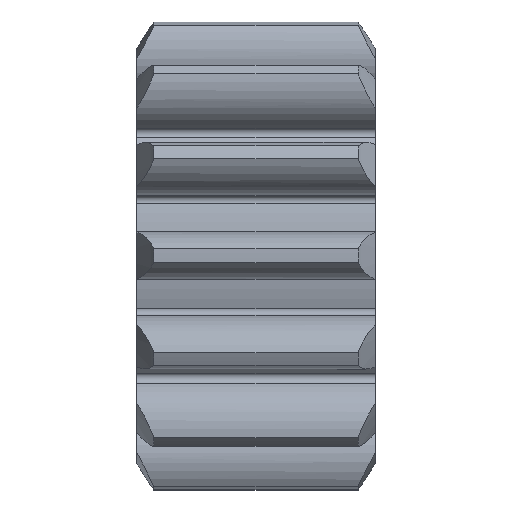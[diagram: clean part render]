
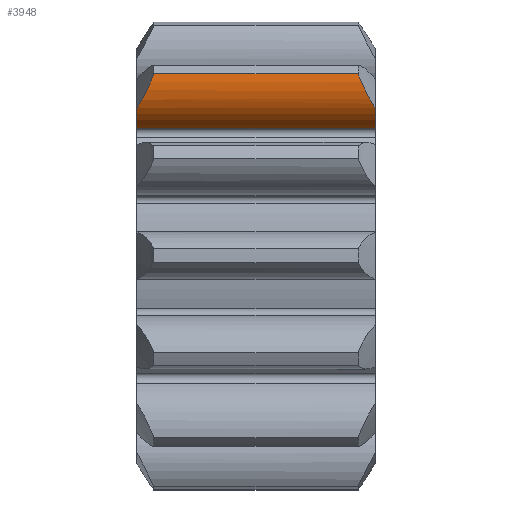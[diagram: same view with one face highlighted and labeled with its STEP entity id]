
A CAD part, top view. The second image highlights one B-rep face of the part: STEP entity #3948.
In plain terms, the highlighted cylindrical face has radius 2.226 mm (diameter 4.452 mm), a partial arc.
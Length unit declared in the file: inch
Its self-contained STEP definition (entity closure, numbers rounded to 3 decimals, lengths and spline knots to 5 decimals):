
#906=CARTESIAN_POINT('',(0.2,0.24755,0.24743));
#907=VERTEX_POINT('',#906);
#915=CARTESIAN_POINT('',(0.2,0.21372,0.2113));
#916=VERTEX_POINT('',#915);
#917=CARTESIAN_POINT('',(0.2,0.29201,0.17191));
#918=DIRECTION('',(1.,0.0,0.0));
#919=DIRECTION('',(0.0,-0.151,-0.989));
#920=AXIS2_PLACEMENT_3D('',#917,#918,#919);
#921=CIRCLE('',#920,0.08763);
#922=EDGE_CURVE('',#907,#916,#921,.T.);
#2207=CARTESIAN_POINT('',(-0.2,0.21372,0.2113));
#2208=VERTEX_POINT('',#2207);
#2216=CARTESIAN_POINT('',(-0.2,0.24755,0.24743));
#2217=VERTEX_POINT('',#2216);
#2218=CARTESIAN_POINT('',(-0.2,0.29201,0.17191));
#2219=DIRECTION('',(-1.,0.0,0.0));
#2220=DIRECTION('',(0.0,-0.151,-0.989));
#2221=AXIS2_PLACEMENT_3D('',#2218,#2219,#2220);
#2222=CIRCLE('',#2221,0.08763);
#2223=EDGE_CURVE('',#2208,#2217,#2222,.T.);
#3897=CARTESIAN_POINT('',(0.2,0.21372,0.2113));
#3898=DIRECTION('',(-1.0,0.0,0.0));
#3899=VECTOR('',#3898,0.4);
#3900=LINE('',#3897,#3899);
#3901=EDGE_CURVE('',#916,#2208,#3900,.T.);
#3906=CARTESIAN_POINT('',(0.2,0.29201,0.17191));
#3907=DIRECTION('',(-1.0,0.0,0.0));
#3908=DIRECTION('',(0.0,-0.151,-0.989));
#3909=AXIS2_PLACEMENT_3D('',#3906,#3907,#3908);
#3910=CYLINDRICAL_SURFACE('',#3909,0.08763);
#3911=ORIENTED_EDGE('',*,*,#2223,.F.);
#3912=ORIENTED_EDGE('',*,*,#3901,.F.);
#3913=ORIENTED_EDGE('',*,*,#922,.F.);
#3914=CARTESIAN_POINT('',(0.17113,0.30521,0.25854));
#3915=VERTEX_POINT('',#3914);
#3916=CARTESIAN_POINT('',(0.17113,0.30521,0.25854));
#3917=CARTESIAN_POINT('',(0.17145,0.30438,0.25867));
#3918=CARTESIAN_POINT('',(0.17178,0.30354,0.25878));
#3919=CARTESIAN_POINT('',(0.17736,0.28933,0.26054));
#3920=CARTESIAN_POINT('',(0.1839,0.27525,0.25899));
#3921=CARTESIAN_POINT('',(0.19394,0.25726,0.25255));
#3922=CARTESIAN_POINT('',(0.19695,0.25224,0.25019));
#3923=CARTESIAN_POINT('',(0.2,0.24755,0.24743));
#3924=B_SPLINE_CURVE_WITH_KNOTS('',3,(#3916,#3917,#3918,#3919,#3920,#3921,#3922,#3923),.UNSPECIFIED.,.F.,.U.,(4,2,2,4),(1.22247,1.22931,1.33962,1.38487),.UNSPECIFIED.);
#3925=EDGE_CURVE('',#3915,#907,#3924,.T.);
#3926=ORIENTED_EDGE('',*,*,#3925,.F.);
#3927=CARTESIAN_POINT('',(-0.17113,0.30521,0.25854));
#3928=VERTEX_POINT('',#3927);
#3929=CARTESIAN_POINT('',(-0.17113,0.30521,0.25854));
#3930=DIRECTION('',(1.0,0.0,0.0));
#3931=VECTOR('',#3930,0.34226);
#3932=LINE('',#3929,#3931);
#3933=EDGE_CURVE('',#3928,#3915,#3932,.T.);
#3934=ORIENTED_EDGE('',*,*,#3933,.F.);
#3935=CARTESIAN_POINT('',(-0.2,0.24755,0.24743));
#3936=CARTESIAN_POINT('',(-0.19695,0.25224,0.25019));
#3937=CARTESIAN_POINT('',(-0.19394,0.25726,0.25255));
#3938=CARTESIAN_POINT('',(-0.1839,0.27525,0.25899));
#3939=CARTESIAN_POINT('',(-0.17736,0.28933,0.26054));
#3940=CARTESIAN_POINT('',(-0.17178,0.30354,0.25878));
#3941=CARTESIAN_POINT('',(-0.17145,0.30438,0.25867));
#3942=CARTESIAN_POINT('',(-0.17113,0.30521,0.25854));
#3943=B_SPLINE_CURVE_WITH_KNOTS('',3,(#3935,#3936,#3937,#3938,#3939,#3940,#3941,#3942),.UNSPECIFIED.,.F.,.U.,(4,2,2,4),(0.06506,0.11031,0.22062,0.22746),.UNSPECIFIED.);
#3944=EDGE_CURVE('',#2217,#3928,#3943,.T.);
#3945=ORIENTED_EDGE('',*,*,#3944,.F.);
#3946=EDGE_LOOP('',(#3911,#3912,#3913,#3926,#3934,#3945));
#3947=FACE_OUTER_BOUND('',#3946,.T.);
#3948=ADVANCED_FACE('',(#3947),#3910,.T.);
